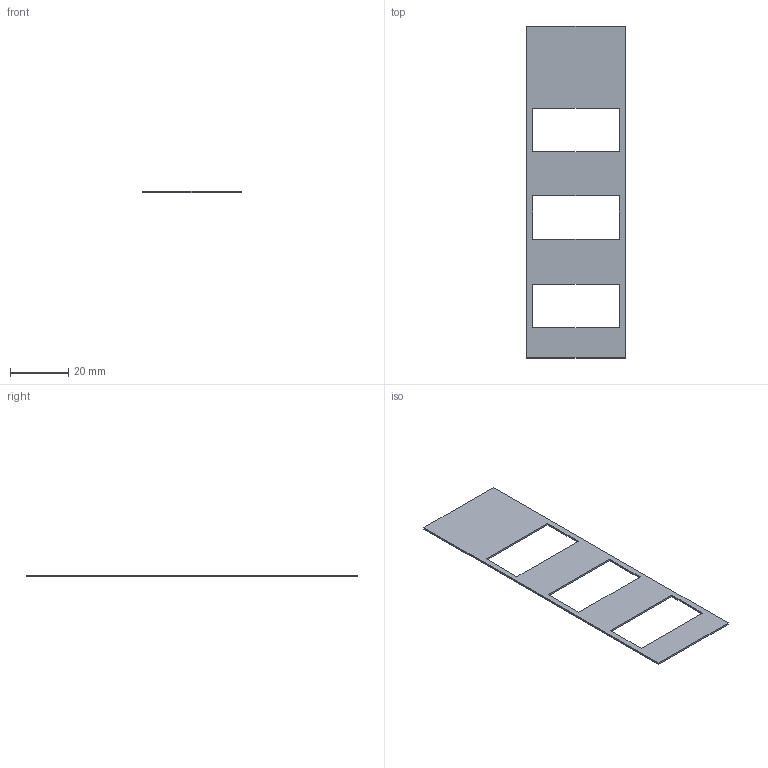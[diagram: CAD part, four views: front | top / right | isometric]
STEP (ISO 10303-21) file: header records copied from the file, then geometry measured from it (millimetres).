
FILE_DESCRIPTION(('KiCad electronic assembly'),'2;1');
FILE_NAME('Bezel.step','2024-07-14T01:44:36',('Pcbnew'),('Kicad'), 'Open CASCADE STEP processor 7.6','KiCad to STEP converter','Unknown' );
FILE_SCHEMA(('AUTOMOTIVE_DESIGN { 1 0 10303 214 1 1 1 1 }'));
Length unit declared in the file: millimetre
Products named in the file (2): Bezel 1; Bezel_PCB
Assembly tree (1 placements, depth 2):
  Bezel 1
    Bezel_PCB
Bounding box: 33.83 x 114.2 x 0.6 mm (x, y, z)
Volume: 1512.4 mm3; surface area: 5380.4 mm2
Topology: 1 solids, 1 shells, 18 faces, 48 edges, 32 vertices
Faces by surface type: plane 18
Entity records: 601 total; most frequent: CARTESIAN_POINT 100, ORIENTED_EDGE 96, DIRECTION 88, EDGE_CURVE 48, LINE 48, VECTOR 48, VERTEX_POINT 32, FACE_BOUND 24
